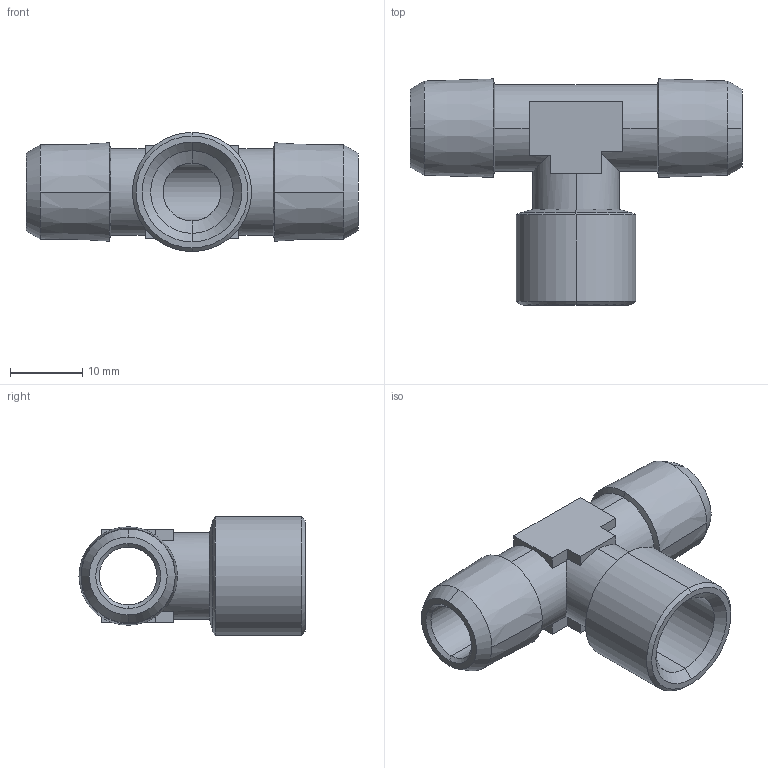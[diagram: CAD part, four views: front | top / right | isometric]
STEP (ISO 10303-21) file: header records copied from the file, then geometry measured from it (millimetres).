
FILE_DESCRIPTION (( 'STEP AP214' ), '1' );
FILE_NAME ('DRF.MFM02.STEP', '2018-09-03T10:20:03', ( '' ), ( '' ), 'SwSTEP 2.0', 'SolidWorks 2018', '' );
FILE_SCHEMA (( 'AUTOMOTIVE_DESIGN' ));
Length unit declared in the file: millimetre
Products named in the file (1): DRF.MFM02
Bounding box: 46 x 31.32 x 16.5 mm (x, y, z)
Volume: 5385.6 mm3; surface area: 4826 mm2
Topology: 1 solids, 1 shells, 61 faces, 154 edges, 94 vertices
Faces by surface type: cone 24, plane 21, cylinder 14, bspline 2
Entity records: 1956 total; most frequent: CARTESIAN_POINT 358, DIRECTION 334, ORIENTED_EDGE 308, EDGE_CURVE 154, AXIS2_PLACEMENT_3D 126, VERTEX_POINT 94, VECTOR 82, LINE 82
